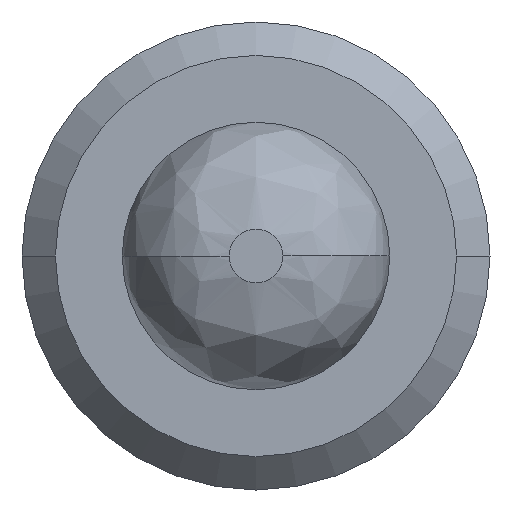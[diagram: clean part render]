
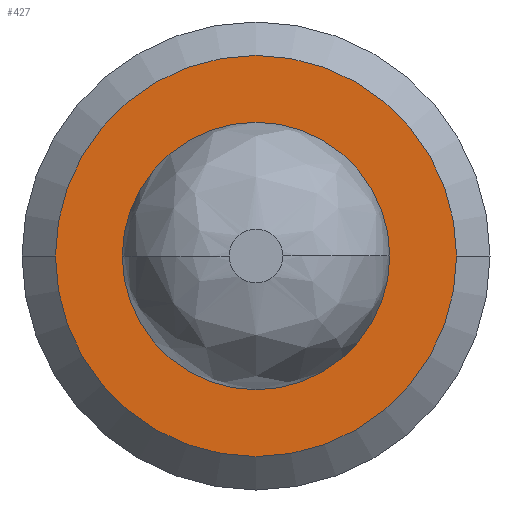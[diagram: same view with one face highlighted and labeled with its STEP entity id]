
A CAD part, front view. The second image highlights one B-rep face of the part: STEP entity #427.
In plain terms, the highlighted planar face has unit normal (0, -1, 0).
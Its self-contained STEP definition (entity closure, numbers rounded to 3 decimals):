
#11=CARTESIAN_POINT('',(0.,-0.5,0.));
#12=DIRECTION('',(0.,-1.,0.));
#13=DIRECTION('',(-1.,0.,0.));
#14=AXIS2_PLACEMENT_3D('',#11,#12,#13);
#16=CARTESIAN_POINT('',(0.,-0.5,0.));
#17=DIRECTION('',(0.,-1.,0.));
#18=DIRECTION('',(1.,0.,0.));
#19=AXIS2_PLACEMENT_3D('',#16,#17,#18);
#21=CARTESIAN_POINT('',(0.,-0.5,0.));
#22=DIRECTION('',(0.,-1.,0.));
#23=DIRECTION('',(1.,0.,0.));
#24=AXIS2_PLACEMENT_3D('',#21,#22,#23);
#31=CARTESIAN_POINT('',(0.,-0.5,0.));
#32=DIRECTION('',(0.,-1.,0.));
#33=DIRECTION('',(-1.,0.,0.));
#34=AXIS2_PLACEMENT_3D('',#31,#32,#33);
#360=CARTESIAN_POINT('',(1.,-0.5,0.));
#361=CARTESIAN_POINT('',(-1.,-0.5,0.));
#362=VERTEX_POINT('',#360);
#363=VERTEX_POINT('',#361);
#364=CARTESIAN_POINT('',(-1.5,-0.5,0.));
#365=CARTESIAN_POINT('',(1.5,-0.5,0.));
#366=VERTEX_POINT('',#364);
#367=VERTEX_POINT('',#365);
#411=CARTESIAN_POINT('',(0.,-0.5,0.));
#412=DIRECTION('',(0.,-1.,0.));
#413=DIRECTION('',(1.,0.,0.));
#414=AXIS2_PLACEMENT_3D('',#411,#412,#413);
#415=PLANE('',#414);
#417=ORIENTED_EDGE('',*,*,#416,.F.);
#418=ORIENTED_EDGE('',*,*,#401,.F.);
#419=EDGE_LOOP('',(#417,#418));
#420=FACE_OUTER_BOUND('',#419,.F.);
#422=ORIENTED_EDGE('',*,*,#421,.T.);
#424=ORIENTED_EDGE('',*,*,#423,.T.);
#425=EDGE_LOOP('',(#422,#424));
#426=FACE_BOUND('',#425,.F.);
#427=ADVANCED_FACE('',(#420,#426),#415,.T.);
#15=CIRCLE('',#14,1.5);
#20=CIRCLE('',#19,1.5);
#25=CIRCLE('',#24,1.);
#35=CIRCLE('',#34,1.);
#401=EDGE_CURVE('',#367,#366,#20,.T.);
#416=EDGE_CURVE('',#366,#367,#15,.T.);
#421=EDGE_CURVE('',#362,#363,#25,.T.);
#423=EDGE_CURVE('',#363,#362,#35,.T.);
